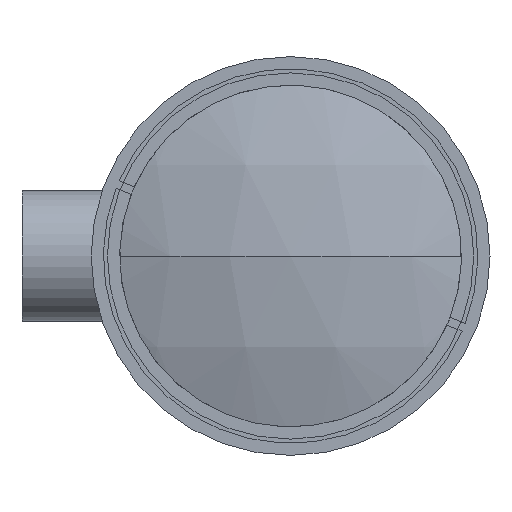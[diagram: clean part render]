
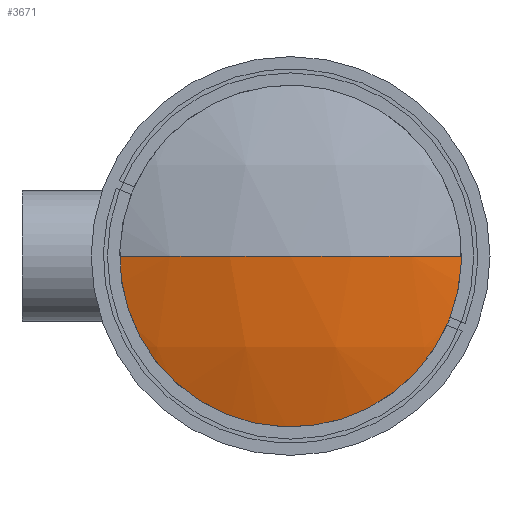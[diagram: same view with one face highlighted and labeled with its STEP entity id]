
A CAD part, left-side view. The second image highlights one B-rep face of the part: STEP entity #3671.
In plain terms, the highlighted spherical face has radius 63.768 mm.
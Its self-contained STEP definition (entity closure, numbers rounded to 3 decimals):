
#160 = VERTEX_POINT ( 'NONE', #3062 ) ;
#301 = CARTESIAN_POINT ( 'NONE',  ( 64.702, 0., 0. ) ) ;
#408 = AXIS2_PLACEMENT_3D ( 'NONE', #3850, #2629, #3791 ) ;
#653 = AXIS2_PLACEMENT_3D ( 'NONE', #2063, #1023, #1572 ) ;
#668 = DIRECTION ( 'NONE',  ( 0., 0., -1. ) ) ;
#725 = EDGE_CURVE ( 'NONE', #160, #3354, #2393, .T. ) ;
#794 = AXIS2_PLACEMENT_3D ( 'NONE', #301, #668, #3037 ) ;
#813 = CIRCLE ( 'NONE', #408, 22. ) ;
#1023 = DIRECTION ( 'NONE',  ( 0., 0., -1. ) ) ;
#1222 = EDGE_CURVE ( 'NONE', #2300, #3354, #3372, .T. ) ;
#1350 = EDGE_LOOP ( 'NONE', ( #1571, #2122, #1881 ) ) ;
#1366 = DIRECTION ( 'NONE',  ( 1., 0., 0. ) ) ;
#1571 = ORIENTED_EDGE ( 'NONE', *, *, #1722, .T. ) ;
#1572 = DIRECTION ( 'NONE',  ( 0., 1., 0. ) ) ;
#1722 = EDGE_CURVE ( 'NONE', #2300, #160, #813, .T. ) ;
#1881 = ORIENTED_EDGE ( 'NONE', *, *, #1222, .F. ) ;
#2063 = CARTESIAN_POINT ( 'NONE',  ( 64.702, 0., 0. ) ) ;
#2122 = ORIENTED_EDGE ( 'NONE', *, *, #725, .T. ) ;
#2127 = SPHERICAL_SURFACE ( 'NONE', #794, 63.768 ) ;
#2300 = VERTEX_POINT ( 'NONE', #3130 ) ;
#2304 = DIRECTION ( 'NONE',  ( 0., 0., 1. ) ) ;
#2393 = CIRCLE ( 'NONE', #653, 63.768 ) ;
#2629 = DIRECTION ( 'NONE',  ( -1., 0., 0. ) ) ;
#2875 = CARTESIAN_POINT ( 'NONE',  ( 64.702, 0., 0. ) ) ;
#3017 = AXIS2_PLACEMENT_3D ( 'NONE', #2875, #2304, #1366 ) ;
#3037 = DIRECTION ( 'NONE',  ( 0., 1., 0. ) ) ;
#3062 = CARTESIAN_POINT ( 'NONE',  ( 4.849, -22., 0. ) ) ;
#3130 = CARTESIAN_POINT ( 'NONE',  ( 4.849, 22., 0. ) ) ;
#3354 = VERTEX_POINT ( 'NONE', #3610 ) ;
#3372 = CIRCLE ( 'NONE', #3017, 63.768 ) ;
#3610 = CARTESIAN_POINT ( 'NONE',  ( 0.934, 0., 0. ) ) ;
#3671 = ADVANCED_FACE ( 'NONE', ( #3906 ), #2127, .T. ) ;
#3791 = DIRECTION ( 'NONE',  ( 0., 0., 1. ) ) ;
#3850 = CARTESIAN_POINT ( 'NONE',  ( 4.849, 0., 0. ) ) ;
#3906 = FACE_OUTER_BOUND ( 'NONE', #1350, .T. ) ;
